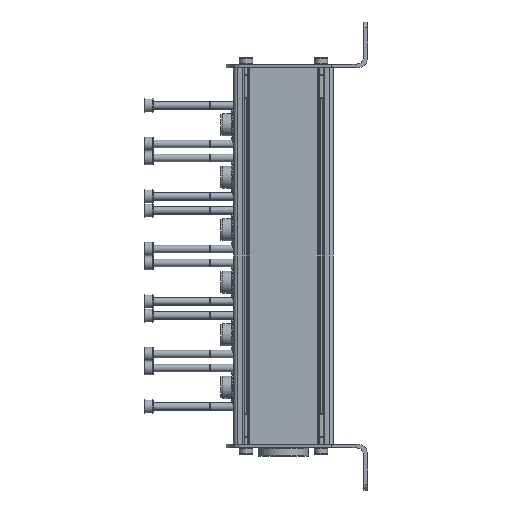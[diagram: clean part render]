
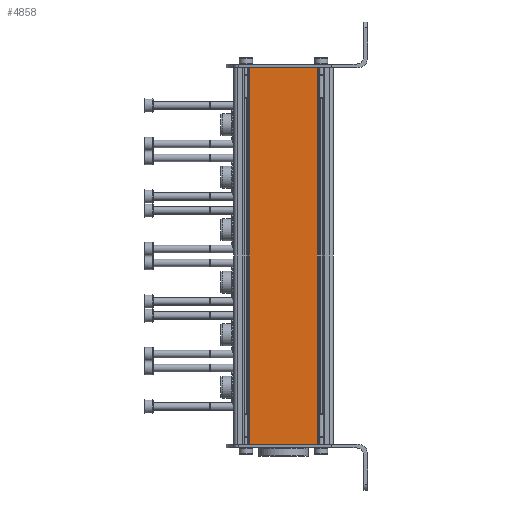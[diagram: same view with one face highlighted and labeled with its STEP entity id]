
A CAD part, left-side view. The second image highlights one B-rep face of the part: STEP entity #4858.
In plain terms, the highlighted planar face has unit normal (-1, 0, 0).
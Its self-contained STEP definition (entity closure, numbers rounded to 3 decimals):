
#342=LINE('',#7957,#666);
#343=LINE('',#7959,#667);
#344=LINE('',#7961,#668);
#345=LINE('',#7963,#669);
#666=VECTOR('',#6249,1000.);
#667=VECTOR('',#6252,1000.);
#668=VECTOR('',#6253,1000.);
#669=VECTOR('',#6254,1000.);
#894=PLANE('',#5326);
#1584=ORIENTED_EDGE('',*,*,#2819,.F.);
#1585=ORIENTED_EDGE('',*,*,#2818,.F.);
#1586=ORIENTED_EDGE('',*,*,#2820,.T.);
#1587=ORIENTED_EDGE('',*,*,#2821,.T.);
#2818=EDGE_CURVE('',#3403,#3402,#342,.T.);
#2819=EDGE_CURVE('',#3402,#3404,#343,.T.);
#2820=EDGE_CURVE('',#3403,#3405,#344,.T.);
#2821=EDGE_CURVE('',#3405,#3404,#345,.T.);
#3402=VERTEX_POINT('',#7954);
#3403=VERTEX_POINT('',#7956);
#3404=VERTEX_POINT('',#7960);
#3405=VERTEX_POINT('',#7962);
#3845=EDGE_LOOP('',(#1584,#1585,#1586,#1587));
#4295=FACE_BOUND('',#3845,.T.);
#4858=ADVANCED_FACE('',(#4295),#894,.T.);
#5326=AXIS2_PLACEMENT_3D('',#7958,#6250,#6251);
#6249=DIRECTION('',(0.,0.,1.));
#6250=DIRECTION('',(-1.,0.,0.));
#6251=DIRECTION('',(0.,0.,1.));
#6252=DIRECTION('',(0.,-1.,0.));
#6253=DIRECTION('',(0.,-1.,0.));
#6254=DIRECTION('',(0.,0.,1.));
#7954=CARTESIAN_POINT('',(-14.35,17.679,0.));
#7956=CARTESIAN_POINT('',(-14.35,17.679,-197.));
#7957=CARTESIAN_POINT('',(-14.35,17.679,-197.));
#7958=CARTESIAN_POINT('',(-14.35,17.679,-197.));
#7959=CARTESIAN_POINT('',(-14.35,17.679,0.));
#7960=CARTESIAN_POINT('',(-14.35,-17.679,0.));
#7961=CARTESIAN_POINT('',(-14.35,17.679,-197.));
#7962=CARTESIAN_POINT('',(-14.35,-17.679,-197.));
#7963=CARTESIAN_POINT('',(-14.35,-17.679,-197.));
